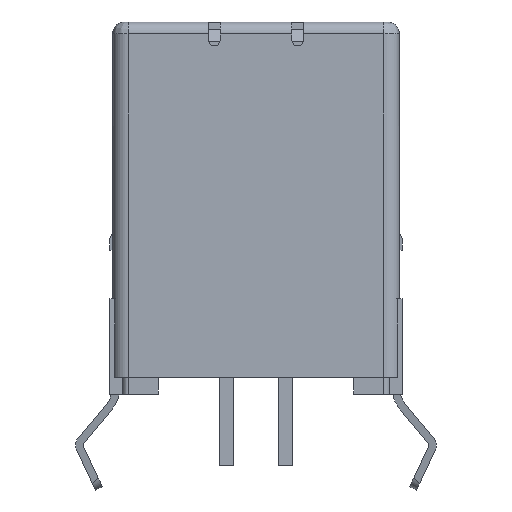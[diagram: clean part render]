
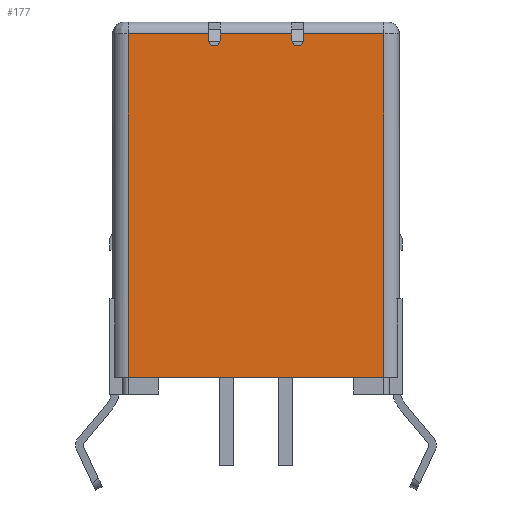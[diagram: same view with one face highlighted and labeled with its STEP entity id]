
A CAD part, front view. The second image highlights one B-rep face of the part: STEP entity #177.
In plain terms, the highlighted planar face has unit normal (0, -1, 0).
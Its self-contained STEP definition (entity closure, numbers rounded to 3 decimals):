
#177=ADVANCED_FACE('',(#745),#746,.T.);
#745=FACE_OUTER_BOUND('',#1625,.T.);
#746=PLANE('',#1626);
#1625=EDGE_LOOP('',(#3544,#3545,#3546,#3547,#3548,#3549,#3550,#3551,#3552,#3553,#3554,#3555,#3556,#3557));
#1626=AXIS2_PLACEMENT_3D('',#3558,#3559,#3560);
#3544=ORIENTED_EDGE('',*,*,#6595,.F.);
#3545=ORIENTED_EDGE('',*,*,#6596,.T.);
#3546=ORIENTED_EDGE('',*,*,#6597,.F.);
#3547=ORIENTED_EDGE('',*,*,#6598,.F.);
#3548=ORIENTED_EDGE('',*,*,#6599,.F.);
#3549=ORIENTED_EDGE('',*,*,#6600,.T.);
#3550=ORIENTED_EDGE('',*,*,#6589,.T.);
#3551=ORIENTED_EDGE('',*,*,#6104,.F.);
#3552=ORIENTED_EDGE('',*,*,#6594,.F.);
#3553=ORIENTED_EDGE('',*,*,#6601,.F.);
#3554=ORIENTED_EDGE('',*,*,#6602,.T.);
#3555=ORIENTED_EDGE('',*,*,#6603,.T.);
#3556=ORIENTED_EDGE('',*,*,#6100,.F.);
#3557=ORIENTED_EDGE('',*,*,#6604,.F.);
#3558=CARTESIAN_POINT('',(-6.013,-5.728,0.0));
#3559=DIRECTION('',(0.0,-1.0,0.0));
#3560=DIRECTION('',(0.0,0.0,-1.0));
#6100=EDGE_CURVE('',#7387,#7390,#7391,.T.);
#6104=EDGE_CURVE('',#7395,#7398,#7399,.T.);
#6589=EDGE_CURVE('',#8246,#7398,#8247,.T.);
#6594=EDGE_CURVE('',#8252,#7395,#8254,.T.);
#6595=EDGE_CURVE('',#8255,#8256,#8257,.T.);
#6596=EDGE_CURVE('',#8255,#8258,#8259,.T.);
#6597=EDGE_CURVE('',#8260,#8258,#8261,.T.);
#6598=EDGE_CURVE('',#8262,#8260,#8263,.T.);
#6599=EDGE_CURVE('',#8264,#8262,#8265,.T.);
#6600=EDGE_CURVE('',#8264,#8246,#8266,.T.);
#6601=EDGE_CURVE('',#8267,#8252,#8268,.T.);
#6602=EDGE_CURVE('',#8267,#8269,#8270,.T.);
#6603=EDGE_CURVE('',#8269,#7390,#8271,.T.);
#6604=EDGE_CURVE('',#8256,#7387,#8272,.T.);
#7387=VERTEX_POINT('',#9475);
#7390=VERTEX_POINT('',#9479);
#7391=CIRCLE('',#9480,0.25);
#7395=VERTEX_POINT('',#9485);
#7398=VERTEX_POINT('',#9489);
#7399=CIRCLE('',#9490,0.25);
#8246=VERTEX_POINT('',#10742);
#8247=LINE('',#10743,#10744);
#8252=VERTEX_POINT('',#10750);
#8254=CIRCLE('',#10753,0.25);
#8255=VERTEX_POINT('',#10754);
#8256=VERTEX_POINT('',#10755);
#8257=LINE('',#10756,#10757);
#8258=VERTEX_POINT('',#10758);
#8259=LINE('',#10759,#10760);
#8260=VERTEX_POINT('',#10761);
#8261=LINE('',#10762,#10763);
#8262=VERTEX_POINT('',#10764);
#8263=LINE('',#10765,#10766);
#8264=VERTEX_POINT('',#10767);
#8265=LINE('',#10768,#10769);
#8266=LINE('',#10770,#10771);
#8267=VERTEX_POINT('',#10772);
#8268=LINE('',#10773,#10774);
#8269=VERTEX_POINT('',#10775);
#8270=LINE('',#10776,#10777);
#8271=LINE('',#10778,#10779);
#8272=CIRCLE('',#10780,0.25);
#9475=CARTESIAN_POINT('',(-1.75,-5.728,-0.682));
#9479=CARTESIAN_POINT('',(-1.5,-5.728,-0.432));
#9480=AXIS2_PLACEMENT_3D('',#12528,#12529,#12530);
#9485=CARTESIAN_POINT('',(1.75,-5.728,-0.682));
#9489=CARTESIAN_POINT('',(2.0,-5.728,-0.432));
#9490=AXIS2_PLACEMENT_3D('',#12536,#12537,#12538);
#10742=CARTESIAN_POINT('',(2.0,-5.728,-0.182));
#10743=CARTESIAN_POINT('',(2.0,-5.728,-0.182));
#10744=VECTOR('',#13191,0.25);
#10750=CARTESIAN_POINT('',(1.5,-5.728,-0.432));
#10753=AXIS2_PLACEMENT_3D('',#13200,#13201,#13202);
#10754=CARTESIAN_POINT('',(-2.0,-5.728,-0.182));
#10755=CARTESIAN_POINT('',(-2.0,-5.728,-0.432));
#10756=CARTESIAN_POINT('',(-2.0,-5.728,-0.182));
#10757=VECTOR('',#13203,0.25);
#10758=CARTESIAN_POINT('',(-5.365,-5.728,-0.182));
#10759=CARTESIAN_POINT('',(-2.0,-5.728,-0.182));
#10760=VECTOR('',#13204,3.365);
#10761=CARTESIAN_POINT('',(-5.365,-5.728,-14.59));
#10762=CARTESIAN_POINT('',(-5.365,-5.728,-14.59));
#10763=VECTOR('',#13205,14.408);
#10764=CARTESIAN_POINT('',(5.365,-5.728,-14.59));
#10765=CARTESIAN_POINT('',(5.365,-5.728,-14.59));
#10766=VECTOR('',#13206,10.73);
#10767=CARTESIAN_POINT('',(5.365,-5.728,-0.182));
#10768=CARTESIAN_POINT('',(5.365,-5.728,-0.182));
#10769=VECTOR('',#13207,14.408);
#10770=CARTESIAN_POINT('',(5.365,-5.728,-0.182));
#10771=VECTOR('',#13208,3.365);
#10772=CARTESIAN_POINT('',(1.5,-5.728,-0.182));
#10773=CARTESIAN_POINT('',(1.5,-5.728,-0.182));
#10774=VECTOR('',#13209,0.25);
#10775=CARTESIAN_POINT('',(-1.5,-5.728,-0.182));
#10776=CARTESIAN_POINT('',(1.5,-5.728,-0.182));
#10777=VECTOR('',#13210,3.0);
#10778=CARTESIAN_POINT('',(-1.5,-5.728,-0.182));
#10779=VECTOR('',#13211,0.25);
#10780=AXIS2_PLACEMENT_3D('',#13212,#13213,#13214);
#12528=CARTESIAN_POINT('',(-1.75,-5.728,-0.432));
#12529=DIRECTION('',(0.0,-1.0,0.0));
#12530=DIRECTION('',(-1.0,0.0,0.0));
#12536=CARTESIAN_POINT('',(1.75,-5.728,-0.432));
#12537=DIRECTION('',(0.0,-1.0,0.0));
#12538=DIRECTION('',(-1.0,0.0,0.0));
#13191=DIRECTION('',(0.0,0.0,-1.0));
#13200=CARTESIAN_POINT('',(1.75,-5.728,-0.432));
#13201=DIRECTION('',(0.0,-1.0,0.0));
#13202=DIRECTION('',(-1.0,0.0,0.0));
#13203=DIRECTION('',(0.0,0.0,-1.0));
#13204=DIRECTION('',(-1.0,0.0,0.0));
#13205=DIRECTION('',(0.,0.0,1.0));
#13206=DIRECTION('',(-1.0,0.0,0.0));
#13207=DIRECTION('',(0.,0.0,-1.0));
#13208=DIRECTION('',(-1.0,0.0,0.0));
#13209=DIRECTION('',(0.0,0.0,-1.0));
#13210=DIRECTION('',(-1.0,0.0,0.0));
#13211=DIRECTION('',(0.0,0.0,-1.0));
#13212=CARTESIAN_POINT('',(-1.75,-5.728,-0.432));
#13213=DIRECTION('',(0.0,-1.0,0.0));
#13214=DIRECTION('',(-1.0,0.0,0.0));
